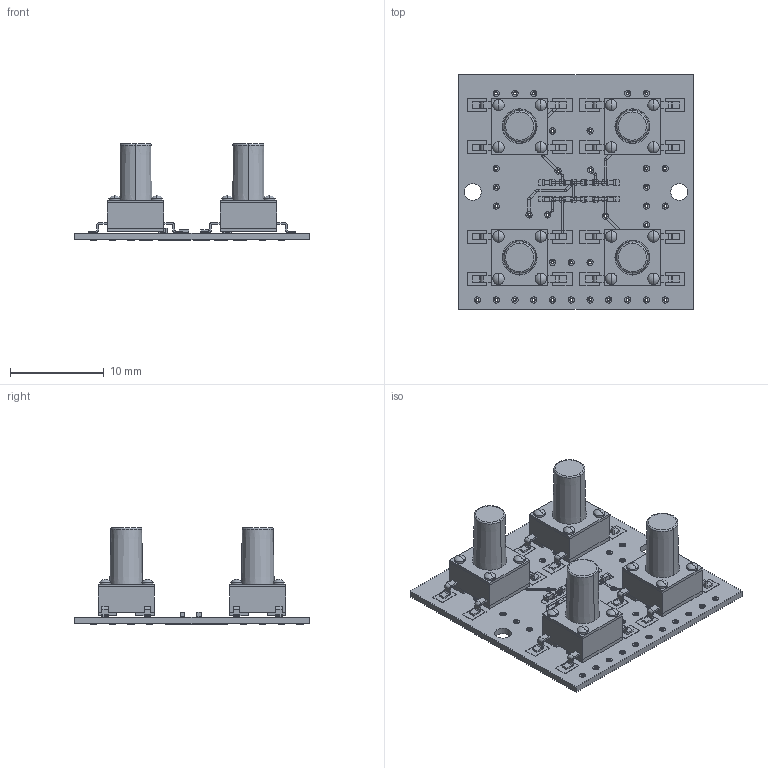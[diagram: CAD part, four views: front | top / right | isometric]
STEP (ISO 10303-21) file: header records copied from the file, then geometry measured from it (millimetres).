
FILE_DESCRIPTION(('KiCad electronic assembly'),'2;1');
FILE_NAME('btn.step','2024-06-30T21:33:29',('Pcbnew'),('Kicad'), 'Open CASCADE STEP processor 7.7','KiCad to STEP converter','Unknown' );
FILE_SCHEMA(('AUTOMOTIVE_DESIGN { 1 0 10303 214 1 1 1 1 }'));
Length unit declared in the file: millimetre
Products named in the file (264): btn 1; C_0402_1005Metric; TS04-66-95-BK-100-SMT; R_0402_1005Metric; btn_track_1; btn_track_2; btn_track_3; btn_track_4; btn_track_5; btn_track_6; btn_track_7; btn_track_8; btn_track_9; btn_track_10; btn_track_11; btn_track_12; btn_track_13; btn_track_14; btn_track_15; btn_track_16; btn_track_17; btn_track_18; btn_track_19; btn_track_20; btn_track_21; btn_track_22; btn_track_23; btn_track_24; btn_track_25; btn_track_26; btn_track_27; btn_track_28; btn_track_29; btn_track_30; btn_track_31; btn_track_32; btn_track_33; btn_track_34; btn_track_35; btn_pad_1 ...
Assembly tree (272 placements, depth 3):
  btn 1
    C_0402_1005Metric  x4
      C_0402_1005Metric
    TS04-66-95-BK-100-SMT  x4
      TS04-66-95-BK-100-SMT
    R_0402_1005Metric  x4
      R_0402_1005Metric
    btn_track_1
    btn_track_2
    btn_track_3
    btn_track_4
    btn_track_5
    btn_track_6
    btn_track_7
    btn_track_8
    btn_track_9
    btn_track_10
    btn_track_11
    btn_track_12
    btn_track_13
    btn_track_14
    btn_track_15
    btn_track_16
    btn_track_17
    btn_track_18
    btn_track_19
    btn_track_20
    btn_track_21
    btn_track_22
    btn_track_23
    btn_track_24
    btn_track_25
    btn_track_26
    btn_track_27
    btn_track_28
    btn_track_29
    btn_track_30
    btn_track_31
    btn_track_32
    btn_track_33
    btn_track_34
    btn_track_35
    btn_pad_1
    btn_pad_2
    btn_pad_3
    btn_pad_4
    btn_pad_5
    btn_pad_6
    btn_pad_7
    btn_pad_8
    btn_pad_9
    btn_pad_10
    btn_pad_11
    btn_pad_12
    btn_pad_13
    btn_pad_14
    btn_pad_15
    btn_pad_16
    btn_pad_17
    btn_pad_18
Bounding box: 25 x 25 x 10.29 mm (x, y, z)
Volume: 1136 mm3; surface area: 3237.9 mm2
Topology: 317 solids, 317 shells, 2270 faces, 4844 edges, 3216 vertices
Faces by surface type: plane 1532, cylinder 690, sphere 32, torus 8, cone 8
Full cylindrical faces by diameter (mm): 0.28 x186, 0.33 x122, 0.66 x122, 1.8 x2
Entity records: 55158 total; most frequent: DIRECTION 8938, CARTESIAN_POINT 8227, ORIENTED_EDGE 7408, EDGE_CURVE 3704, AXIS2_PLACEMENT_3D 3177, LINE 2584, VECTOR 2584, VERTEX_POINT 2466
